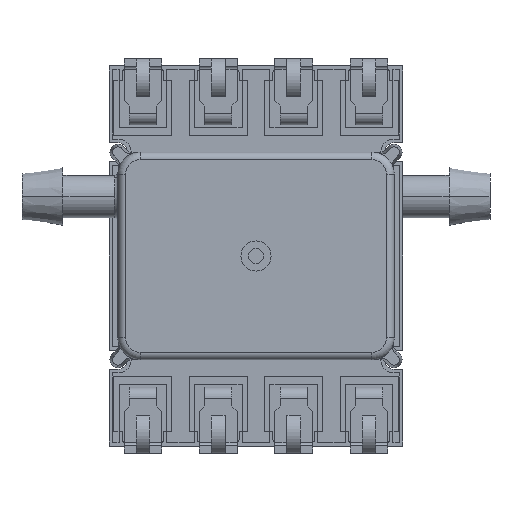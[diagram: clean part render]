
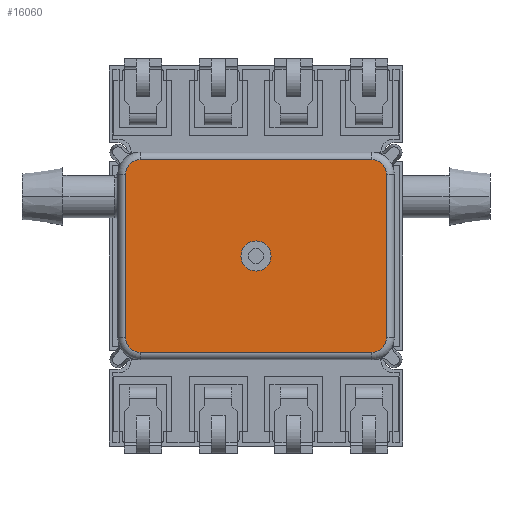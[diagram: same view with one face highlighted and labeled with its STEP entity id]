
A CAD part, front view. The second image highlights one B-rep face of the part: STEP entity #16060.
In plain terms, the highlighted face is planar.
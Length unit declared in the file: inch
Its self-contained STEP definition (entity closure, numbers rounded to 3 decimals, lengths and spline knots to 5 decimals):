
#249 = VECTOR ( 'NONE', #12971, 39.37008 ) ;
#256 = VECTOR ( 'NONE', #12933, 39.37008 ) ;
#269 = CIRCLE ( 'NONE', #2161, 0.02 ) ;
#280 = LINE ( 'NONE', #12954, #256 ) ;
#292 = LINE ( 'NONE', #12969, #249 ) ;
#293 = CIRCLE ( 'NONE', #2123, 0.01953 ) ;
#295 = CIRCLE ( 'NONE', #2162, 0.01953 ) ;
#303 = LINE ( 'NONE', #13043, #321 ) ;
#321 = VECTOR ( 'NONE', #13045, 39.37008 ) ;
#329 = CIRCLE ( 'NONE', #2129, 0.02 ) ;
#394 = CIRCLE ( 'NONE', #2198, 0.01953 ) ;
#400 = CIRCLE ( 'NONE', #2200, 0.01953 ) ;
#465 = VECTOR ( 'NONE', #8217, 39.37008 ) ;
#468 = LINE ( 'NONE', #8237, #465 ) ;
#1463 = ORIENTED_EDGE ( 'NONE', *, *, #9657, .T. ) ;
#1474 = ORIENTED_EDGE ( 'NONE', *, *, #9510, .T. ) ;
#1478 = ORIENTED_EDGE ( 'NONE', *, *, #9631, .T. ) ;
#1480 = ORIENTED_EDGE ( 'NONE', *, *, #9530, .T. ) ;
#1481 = ORIENTED_EDGE ( 'NONE', *, *, #9633, .T. ) ;
#1482 = ORIENTED_EDGE ( 'NONE', *, *, #9549, .T. ) ;
#1492 = ORIENTED_EDGE ( 'NONE', *, *, #9564, .F. ) ;
#1497 = ORIENTED_EDGE ( 'NONE', *, *, #9531, .T. ) ;
#1498 = ORIENTED_EDGE ( 'NONE', *, *, #9512, .F. ) ;
#1673 = ORIENTED_EDGE ( 'NONE', *, *, #9528, .T. ) ;
#2123 = AXIS2_PLACEMENT_3D ( 'NONE', #12997, #13014, #13046 ) ;
#2129 = AXIS2_PLACEMENT_3D ( 'NONE', #13098, #13056, #13090 ) ;
#2161 = AXIS2_PLACEMENT_3D ( 'NONE', #12958, #12981, #12983 ) ;
#2162 = AXIS2_PLACEMENT_3D ( 'NONE', #12965, #12976, #12975 ) ;
#2198 = AXIS2_PLACEMENT_3D ( 'NONE', #8136, #8162, #8164 ) ;
#2200 = AXIS2_PLACEMENT_3D ( 'NONE', #8168, #8135, #8148 ) ;
#2696 = AXIS2_PLACEMENT_3D ( 'NONE', #4707, #4687, #4692 ) ;
#4687 = DIRECTION ( 'NONE',  ( 0., 1., 0. ) ) ;
#4692 = DIRECTION ( 'NONE',  ( 0., 0., 1. ) ) ;
#4707 = CARTESIAN_POINT ( 'NONE',  ( -0.15354, 0.10472, 0.10807 ) ) ;
#4726 = PLANE ( 'NONE',  #2696 ) ;
#6074 = VERTEX_POINT ( 'NONE', #12627 ) ;
#6093 = VERTEX_POINT ( 'NONE', #12641 ) ;
#6197 = VERTEX_POINT ( 'NONE', #12767 ) ;
#6223 = VERTEX_POINT ( 'NONE', #12756 ) ;
#6227 = VERTEX_POINT ( 'NONE', #12735 ) ;
#6229 = VERTEX_POINT ( 'NONE', #12727 ) ;
#6237 = VERTEX_POINT ( 'NONE', #12725 ) ;
#6239 = VERTEX_POINT ( 'NONE', #12726 ) ;
#6251 = VERTEX_POINT ( 'NONE', #12827 ) ;
#6252 = VERTEX_POINT ( 'NONE', #12813 ) ;
#8135 = DIRECTION ( 'NONE',  ( 0., 1., 0. ) ) ;
#8136 = CARTESIAN_POINT ( 'NONE',  ( 0.15354, 0.10472, 0.10807 ) ) ;
#8148 = DIRECTION ( 'NONE',  ( 0., 0., 1. ) ) ;
#8162 = DIRECTION ( 'NONE',  ( 0., 1., 0. ) ) ;
#8164 = DIRECTION ( 'NONE',  ( 0., 0., 1. ) ) ;
#8168 = CARTESIAN_POINT ( 'NONE',  ( -0.15354, 0.10472, 0.10807 ) ) ;
#8217 = DIRECTION ( 'NONE',  ( 0., 0., 1. ) ) ;
#8237 = CARTESIAN_POINT ( 'NONE',  ( -0.17307, 0.10472, 0.10807 ) ) ;
#9510 = EDGE_CURVE ( 'NONE', #6252, #6227, #280, .T. ) ;
#9512 = EDGE_CURVE ( 'NONE', #6093, #6074, #269, .T. ) ;
#9528 = EDGE_CURVE ( 'NONE', #6251, #6223, #292, .T. ) ;
#9530 = EDGE_CURVE ( 'NONE', #6227, #6229, #295, .T. ) ;
#9531 = EDGE_CURVE ( 'NONE', #6237, #6239, #293, .T. ) ;
#9549 = EDGE_CURVE ( 'NONE', #6229, #6237, #303, .T. ) ;
#9564 = EDGE_CURVE ( 'NONE', #6074, #6093, #329, .T. ) ;
#9631 = EDGE_CURVE ( 'NONE', #6197, #6251, #400, .T. ) ;
#9633 = EDGE_CURVE ( 'NONE', #6223, #6252, #394, .T. ) ;
#9657 = EDGE_CURVE ( 'NONE', #6239, #6197, #468, .T. ) ;
#11284 = FACE_OUTER_BOUND ( 'NONE', #13210, .T. ) ;
#11299 = FACE_BOUND ( 'NONE', #13242, .T. ) ;
#12627 = CARTESIAN_POINT ( 'NONE',  ( 0., 0.10472, -0.02 ) ) ;
#12641 = CARTESIAN_POINT ( 'NONE',  ( 0., 0.10472, 0.02 ) ) ;
#12725 = CARTESIAN_POINT ( 'NONE',  ( -0.15354, 0.10472, -0.1276 ) ) ;
#12726 = CARTESIAN_POINT ( 'NONE',  ( -0.17307, 0.10472, -0.10807 ) ) ;
#12727 = CARTESIAN_POINT ( 'NONE',  ( 0.15354, 0.10472, -0.1276 ) ) ;
#12735 = CARTESIAN_POINT ( 'NONE',  ( 0.17307, 0.10472, -0.10807 ) ) ;
#12756 = CARTESIAN_POINT ( 'NONE',  ( 0.15354, 0.10472, 0.1276 ) ) ;
#12767 = CARTESIAN_POINT ( 'NONE',  ( -0.17307, 0.10472, 0.10807 ) ) ;
#12813 = CARTESIAN_POINT ( 'NONE',  ( 0.17307, 0.10472, 0.10807 ) ) ;
#12827 = CARTESIAN_POINT ( 'NONE',  ( -0.15354, 0.10472, 0.1276 ) ) ;
#12933 = DIRECTION ( 'NONE',  ( 0., 0., -1. ) ) ;
#12954 = CARTESIAN_POINT ( 'NONE',  ( 0.17307, 0.10472, -0.10807 ) ) ;
#12958 = CARTESIAN_POINT ( 'NONE',  ( 0., 0.10472, 0. ) ) ;
#12965 = CARTESIAN_POINT ( 'NONE',  ( 0.15354, 0.10472, -0.10807 ) ) ;
#12969 = CARTESIAN_POINT ( 'NONE',  ( 0.15354, 0.10472, 0.1276 ) ) ;
#12971 = DIRECTION ( 'NONE',  ( 1., 0., 0. ) ) ;
#12975 = DIRECTION ( 'NONE',  ( 0., 0., 1. ) ) ;
#12976 = DIRECTION ( 'NONE',  ( 0., 1., 0. ) ) ;
#12981 = DIRECTION ( 'NONE',  ( 0., 1., 0. ) ) ;
#12983 = DIRECTION ( 'NONE',  ( 0., 0., 1. ) ) ;
#12997 = CARTESIAN_POINT ( 'NONE',  ( -0.15354, 0.10472, -0.10807 ) ) ;
#13014 = DIRECTION ( 'NONE',  ( 0., 1., 0. ) ) ;
#13043 = CARTESIAN_POINT ( 'NONE',  ( -0.15354, 0.10472, -0.1276 ) ) ;
#13045 = DIRECTION ( 'NONE',  ( -1., 0., 0. ) ) ;
#13046 = DIRECTION ( 'NONE',  ( 0., 0., 1. ) ) ;
#13056 = DIRECTION ( 'NONE',  ( 0., 1., 0. ) ) ;
#13090 = DIRECTION ( 'NONE',  ( 0., 0., 1. ) ) ;
#13098 = CARTESIAN_POINT ( 'NONE',  ( 0., 0.10472, 0. ) ) ;
#13210 = EDGE_LOOP ( 'NONE', ( #1463, #1478, #1673, #1481, #1474, #1480, #1482, #1497 ) ) ;
#13242 = EDGE_LOOP ( 'NONE', ( #1498, #1492 ) ) ;
#16060 = ADVANCED_FACE ( 'NONE', ( #11299, #11284 ), #4726, .T. ) ;
